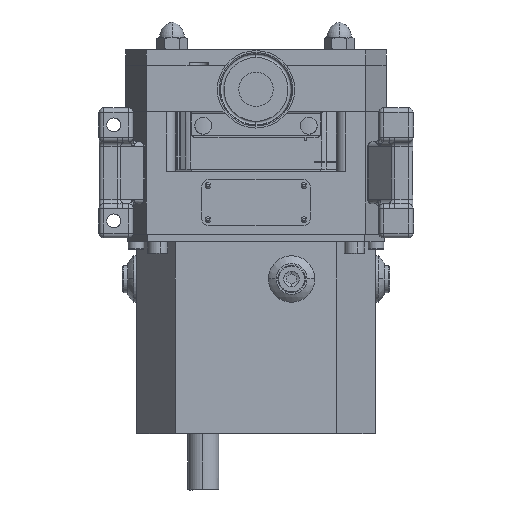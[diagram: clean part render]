
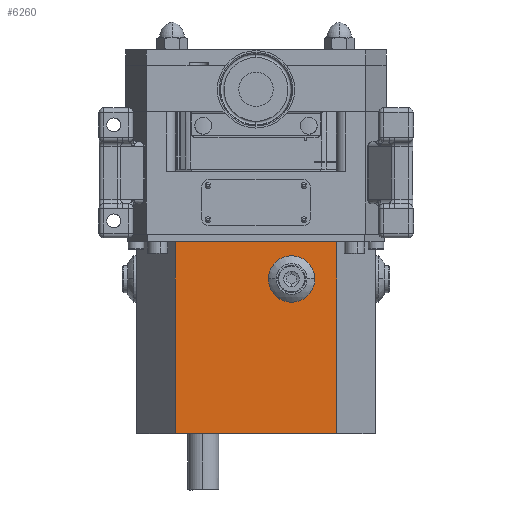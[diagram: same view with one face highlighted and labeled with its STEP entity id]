
A CAD part, front view. The second image highlights one B-rep face of the part: STEP entity #6260.
In plain terms, the highlighted planar face has unit normal (0, -1, 0).
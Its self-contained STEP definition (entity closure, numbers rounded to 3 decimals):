
#165 = DIRECTION ( 'NONE',  ( 0., -1., 0. ) ) ;
#344 = DIRECTION ( 'NONE',  ( 0., 0., -1. ) ) ;
#466 = CARTESIAN_POINT ( 'NONE',  ( 23.001, -48.5, -107.503 ) ) ;
#631 = CARTESIAN_POINT ( 'NONE',  ( 52.06, -48.5, -222.503 ) ) ;
#1226 = VECTOR ( 'NONE', #25466, 1000. ) ;
#1229 = PLANE ( 'NONE',  #16471 ) ;
#1648 = DIRECTION ( 'NONE',  ( 0., 0., 1. ) ) ;
#2428 = EDGE_CURVE ( 'NONE', #28383, #13159, #9277, .T. ) ;
#3753 = CARTESIAN_POINT ( 'NONE',  ( 52.06, -48.5, -222.503 ) ) ;
#4298 = CARTESIAN_POINT ( 'NONE',  ( -52.058, -48.5, -222.503 ) ) ;
#6260 = ADVANCED_FACE ( 'NONE', ( #12253, #17501 ), #1229, .F. ) ;
#6461 = DIRECTION ( 'NONE',  ( 0., 1., 0. ) ) ;
#6536 = EDGE_CURVE ( 'NONE', #34978, #6586, #13827, .T. ) ;
#6586 = VERTEX_POINT ( 'NONE', #8236 ) ;
#7428 = EDGE_LOOP ( 'NONE', ( #24094, #14585, #18623, #28269 ) ) ;
#8236 = CARTESIAN_POINT ( 'NONE',  ( -52.058, -48.5, -98.503 ) ) ;
#9277 = CIRCLE ( 'NONE', #25475, 15. ) ;
#9514 = EDGE_CURVE ( 'NONE', #15382, #6586, #16085, .T. ) ;
#11421 = CARTESIAN_POINT ( 'NONE',  ( 23.001, -48.5, -122.503 ) ) ;
#12253 = FACE_BOUND ( 'NONE', #25458, .T. ) ;
#12323 = ORIENTED_EDGE ( 'NONE', *, *, #20506, .F. ) ;
#13159 = VERTEX_POINT ( 'NONE', #30708 ) ;
#13827 = LINE ( 'NONE', #24888, #23954 ) ;
#14585 = ORIENTED_EDGE ( 'NONE', *, *, #9514, .F. ) ;
#14589 = CARTESIAN_POINT ( 'NONE',  ( 23.001, -48.5, -122.503 ) ) ;
#15382 = VERTEX_POINT ( 'NONE', #4298 ) ;
#16012 = VECTOR ( 'NONE', #1648, 1000. ) ;
#16085 = LINE ( 'NONE', #32547, #16012 ) ;
#16471 = AXIS2_PLACEMENT_3D ( 'NONE', #3753, #6461, #25811 ) ;
#16676 = CIRCLE ( 'NONE', #25916, 15. ) ;
#17501 = FACE_OUTER_BOUND ( 'NONE', #7428, .T. ) ;
#18248 = VERTEX_POINT ( 'NONE', #631 ) ;
#18623 = ORIENTED_EDGE ( 'NONE', *, *, #22191, .F. ) ;
#20506 = EDGE_CURVE ( 'NONE', #13159, #28383, #16676, .T. ) ;
#22191 = EDGE_CURVE ( 'NONE', #18248, #15382, #25383, .T. ) ;
#22854 = EDGE_CURVE ( 'NONE', #18248, #34978, #28354, .T. ) ;
#23145 = VECTOR ( 'NONE', #27742, 1000. ) ;
#23954 = VECTOR ( 'NONE', #32653, 1000. ) ;
#24094 = ORIENTED_EDGE ( 'NONE', *, *, #6536, .T. ) ;
#24888 = CARTESIAN_POINT ( 'NONE',  ( 52.06, -48.5, -98.503 ) ) ;
#25004 = DIRECTION ( 'NONE',  ( 0., -1., 0. ) ) ;
#25383 = LINE ( 'NONE', #31175, #23145 ) ;
#25458 = EDGE_LOOP ( 'NONE', ( #29433, #12323 ) ) ;
#25466 = DIRECTION ( 'NONE',  ( 0., 0., 1. ) ) ;
#25475 = AXIS2_PLACEMENT_3D ( 'NONE', #14589, #165, #344 ) ;
#25811 = DIRECTION ( 'NONE',  ( -1., 0., 0. ) ) ;
#25853 = CARTESIAN_POINT ( 'NONE',  ( 52.06, -48.5, -98.503 ) ) ;
#25916 = AXIS2_PLACEMENT_3D ( 'NONE', #11421, #25004, #28231 ) ;
#27742 = DIRECTION ( 'NONE',  ( -1., 0., 0. ) ) ;
#28231 = DIRECTION ( 'NONE',  ( 0., 0., -1. ) ) ;
#28269 = ORIENTED_EDGE ( 'NONE', *, *, #22854, .T. ) ;
#28354 = LINE ( 'NONE', #35780, #1226 ) ;
#28383 = VERTEX_POINT ( 'NONE', #466 ) ;
#29433 = ORIENTED_EDGE ( 'NONE', *, *, #2428, .F. ) ;
#30708 = CARTESIAN_POINT ( 'NONE',  ( 23.001, -48.5, -137.503 ) ) ;
#31175 = CARTESIAN_POINT ( 'NONE',  ( 52.06, -48.5, -222.503 ) ) ;
#32547 = CARTESIAN_POINT ( 'NONE',  ( -52.058, -48.5, -222.503 ) ) ;
#32653 = DIRECTION ( 'NONE',  ( -1., 0., 0. ) ) ;
#34978 = VERTEX_POINT ( 'NONE', #25853 ) ;
#35780 = CARTESIAN_POINT ( 'NONE',  ( 52.06, -48.5, -222.503 ) ) ;
